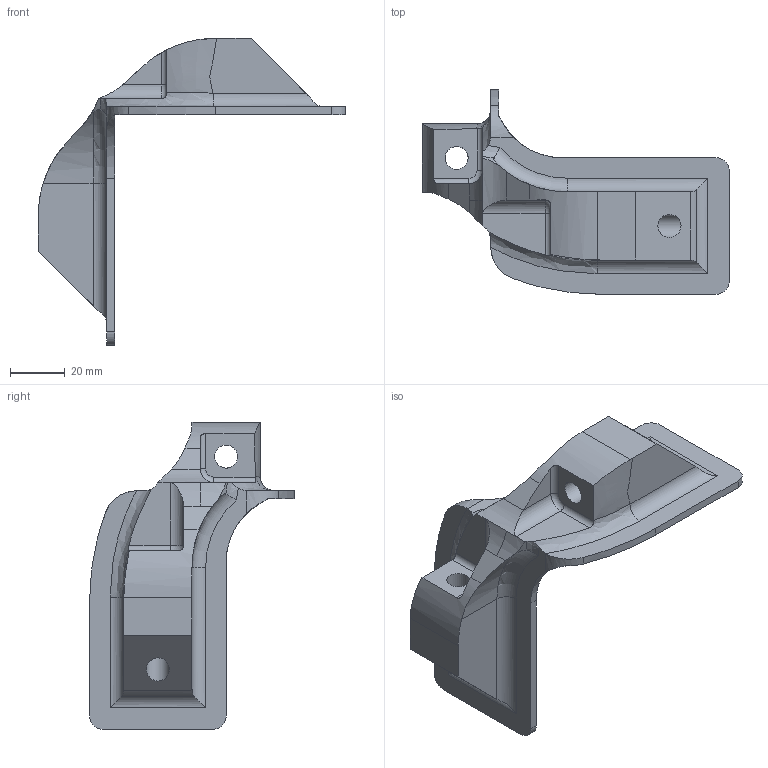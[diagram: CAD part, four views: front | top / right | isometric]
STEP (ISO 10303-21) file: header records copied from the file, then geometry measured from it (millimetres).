
FILE_DESCRIPTION(/* description */ (''),/* implementation_level */ '2;1');
FILE_NAME(/* name */ 'Spindle joint - type D v11.step',/* time_stamp */ '2021-08-28T21:20:04+02:00',/* author */ (''),/* organization */ (''),/* preprocessor_version */ 'ST-DEVELOPER v18.1',/* originating_system */ 'Autodesk Translation Framework v10.10.0.1391',/* authorisation */ '');
FILE_SCHEMA (('AUTOMOTIVE_DESIGN { 1 0 10303 214 3 1 1 }'));
Length unit declared in the file: millimetre
Products named in the file (2): Spindle joint - type D; Jointure d'angle v29(Symétrie miroir)
Bounding box: 112.5 x 75 x 112.5 mm (x, y, z)
Volume: 81616.3 mm3; surface area: 26720.7 mm2
Topology: 1 solids, 1 shells, 71 faces, 202 edges, 131 vertices
Faces by surface type: cylinder 29, plane 26, bspline 12, torus 4
Full cylindrical faces by diameter (mm): 8.45 x2
Entity records: 3168 total; most frequent: CARTESIAN_POINT 1390, ORIENTED_EDGE 400, DIRECTION 306, EDGE_CURVE 200, VERTEX_POINT 131, AXIS2_PLACEMENT_3D 113, LINE 80, VECTOR 80
